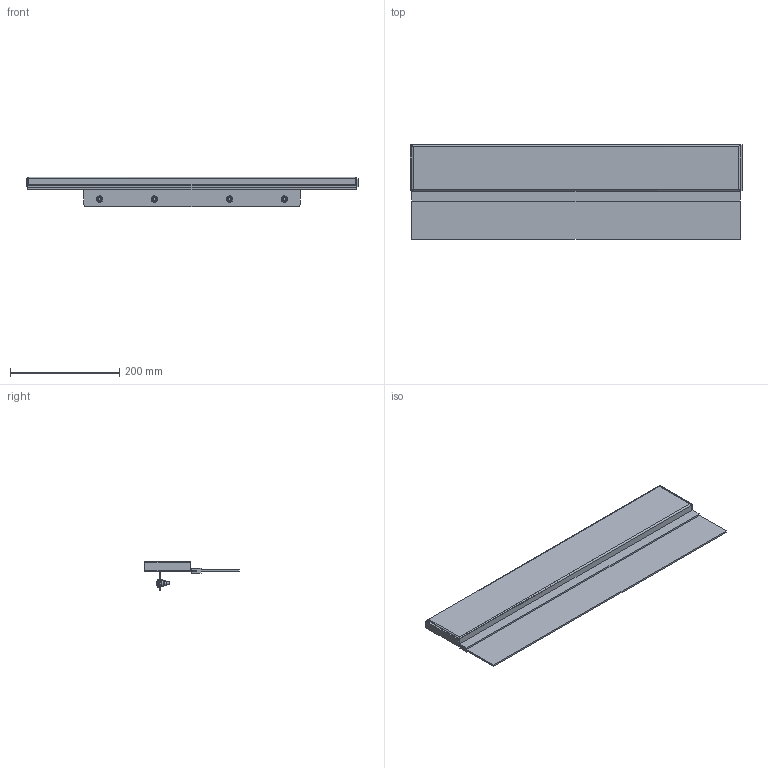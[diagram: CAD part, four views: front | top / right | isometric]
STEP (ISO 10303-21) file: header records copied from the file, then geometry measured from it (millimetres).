
FILE_DESCRIPTION (( 'STEP AP203' ), '1' );
FILE_NAME ('ITK DATAROW Ïàíåëü èçîë. ôð. äîáîð. 173x600 ñåð..STEP', '2024-12-12T13:28:03', ( '' ), ( '' ), 'SwSTEP 2.0', 'SolidWorks 2022', '' );
FILE_SCHEMA (( 'CONFIG_CONTROL_DESIGN' ));
Length unit declared in the file: millimetre
Products named in the file (6): Винт полусфера с прессшайбой DIN 967_M6х20; Щетка FBL1320-K29__-02; АГИЕ 282.09.00.001_-04; ITK DATAROW Панель изол. фр. добор. 173x600 сер.; Лента уплотнительная самоклеющая УПСГ 2х15 мм_-04; Заклёпка потайная резьбовая_Заклёпка резьбовая М6
Assembly tree (12 placements, depth 2):
  ITK DATAROW Панель изол. фр. добор. 173x600 сер.
    АГИЕ 282.09.00.001_-04
    Щетка FBL1320-K29__-02
    Заклёпка потайная резьбовая_Заклёпка резьбовая М6  x4
    Лента уплотнительная самоклеющая УПСГ 2х15 мм_-04  x2
    Винт полусфера с прессшайбой DIN 967_M6х20  x4
Bounding box: 608 x 173 x 54.2 mm (x, y, z)
Volume: 356801.5 mm3; surface area: 358272.2 mm2
Topology: 12 solids, 12 shells, 340 faces, 816 edges, 516 vertices
Faces by surface type: plane 186, cone 64, cylinder 58, torus 16, bspline 8, sphere 8
Entity records: 5744 total; most frequent: CARTESIAN_POINT 1265, DIRECTION 770, ORIENTED_EDGE 756, EDGE_CURVE 378, AXIS2_PLACEMENT_3D 277, VERTEX_POINT 232, VECTOR 216, LINE 216
